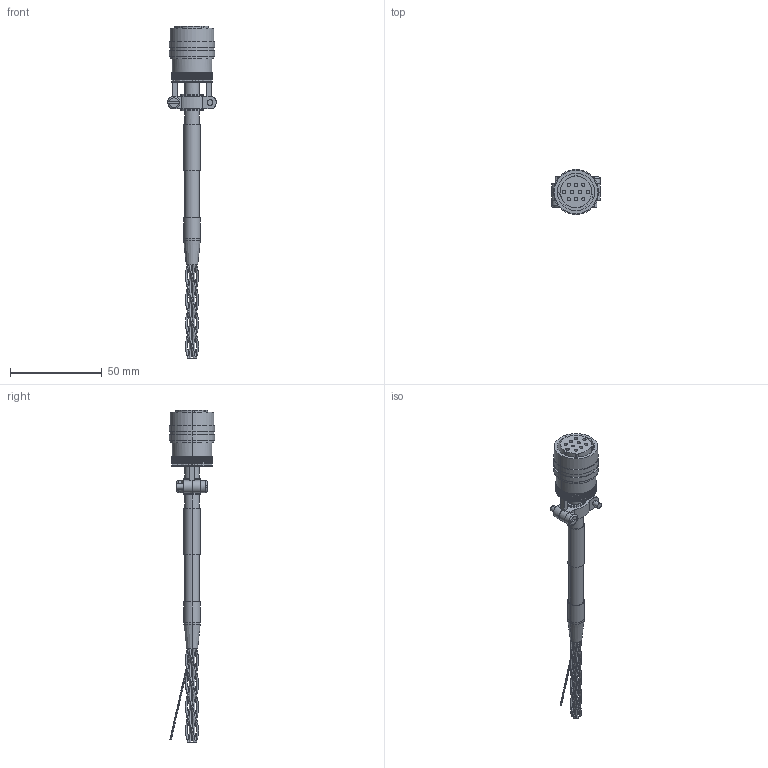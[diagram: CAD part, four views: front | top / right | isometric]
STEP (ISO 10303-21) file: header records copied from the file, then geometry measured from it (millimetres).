
FILE_DESCRIPTION (( 'STEP AP203' ), '1' );
FILE_NAME ('31186-12xx.STEP', '2019-05-14T21:33:10', ( '' ), ( '' ), 'SwSTEP 2.0', 'SolidWorks 2017', '' );
FILE_SCHEMA (( 'CONFIG_CONTROL_DESIGN' ));
Length unit declared in the file: inch
Products named in the file (1): 31186-12xx
Bounding box: 26.48 x 24.5 x 180.5 mm (x, y, z)
Volume: 16269.5 mm3; surface area: 12165.6 mm2
Topology: 1 solids, 1 shells, 450 faces, 1245 edges, 822 vertices
Faces by surface type: plane 348, cylinder 64, bspline 28, torus 8, cone 2
Entity records: 26562 total; most frequent: CARTESIAN_POINT 14840, ORIENTED_EDGE 2490, DIRECTION 2397, EDGE_CURVE 1245, VERTEX_POINT 822, AXIS2_PLACEMENT_3D 803, VECTOR 791, LINE 791
